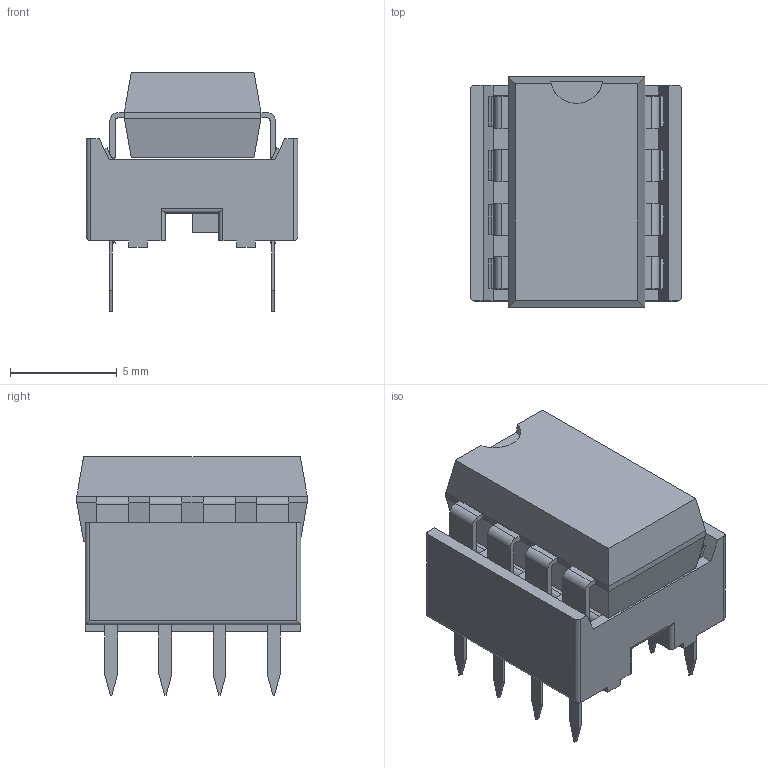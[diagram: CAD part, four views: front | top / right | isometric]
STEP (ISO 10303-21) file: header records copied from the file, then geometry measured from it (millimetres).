
FILE_DESCRIPTION(('FreeCAD Model'),'2;1');
FILE_NAME('User Library-DIP8-300-metric_sp.step', '2017-11-07T21:51:14',('kicad StepUp'),('ksu MCAD'), 'Open CASCADE STEP processor 6.8','FreeCAD','Unknown');
FILE_SCHEMA(('AUTOMOTIVE_DESIGN_CC2 { 1 2 10303 214 -1 1 5 4 }'));
Length unit declared in the file: millimetre
Products named in the file (2): ASSEMBLY; User_Library-DIP8-300-metric_sp
Assembly tree (1 placements, depth 2):
  ASSEMBLY
    User_Library-DIP8-300-metric_sp
Bounding box: 9.9 x 10.8 x 11.19 mm (x, y, z)
Volume: 571.7 mm3; surface area: 1025.3 mm2
Topology: 1 solids, 1 shells, 490 faces, 1401 edges, 914 vertices
Faces by surface type: plane 443, cylinder 47
Entity records: 19178 total; most frequent: CARTESIAN_POINT 2851, ORIENTED_EDGE 2802, DIRECTION 2449, EDGE_CURVE 1401, LINE 1313, VECTOR 1313, VERTEX_POINT 914, AXIS2_PLACEMENT_3D 568
